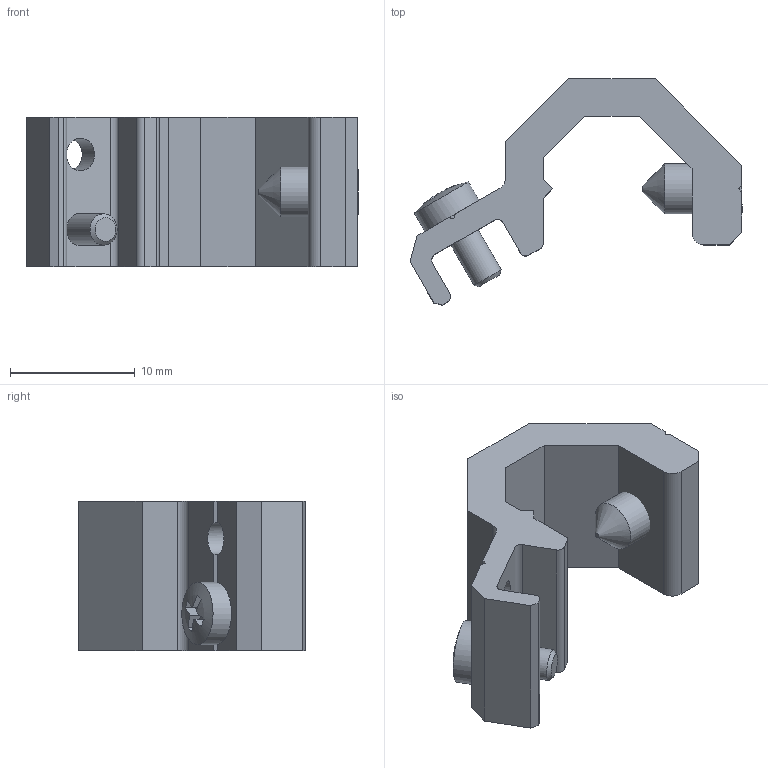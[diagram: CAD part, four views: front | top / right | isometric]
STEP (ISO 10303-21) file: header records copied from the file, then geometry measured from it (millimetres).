
FILE_DESCRIPTION(/* description */ ('STAFFA x SENSORI SLIM CILINDRI Ø32-40'),/* implementation_level */ '2;1');
FILE_NAME(/* name */ '1320_AS.stp',/* time_stamp */ '2017-11-23T09:39:32+01:00',/* author */ ('Maniean1'),/* organization */ (''),/* preprocessor_version */ 'ST-DEVELOPER v16.5',/* originating_system */ 'Autodesk Inventor 2017',/* authorisation */ '');
FILE_SCHEMA (('AUTOMOTIVE_DESIGN { 1 0 10303 214 3 1 1 }'));
Length unit declared in the file: millimetre
Products named in the file (4): 1320.AS; 1320_AS; GC4x8; TCTCR2.5x6
Assembly tree (3 placements, depth 2):
  1320.AS
    1320_AS
    GC4x8
    TCTCR2.5x6
Bounding box: 26.56 x 18.11 x 12 mm (x, y, z)
Volume: 1644.4 mm3; surface area: 1693.1 mm2
Topology: 3 solids, 3 shells, 79 faces, 220 edges, 145 vertices
Faces by surface type: plane 62, cylinder 13, cone 3, sphere 1
Full cylindrical faces by diameter (mm): 2.5 x1, 2.6 x2, 3.242 x1, 4 x1, 5 x1
Entity records: 2581 total; most frequent: DIRECTION 435, CARTESIAN_POINT 433, ORIENTED_EDGE 412, EDGE_CURVE 206, LINE 149, VECTOR 149, AXIS2_PLACEMENT_3D 143, VERTEX_POINT 141
